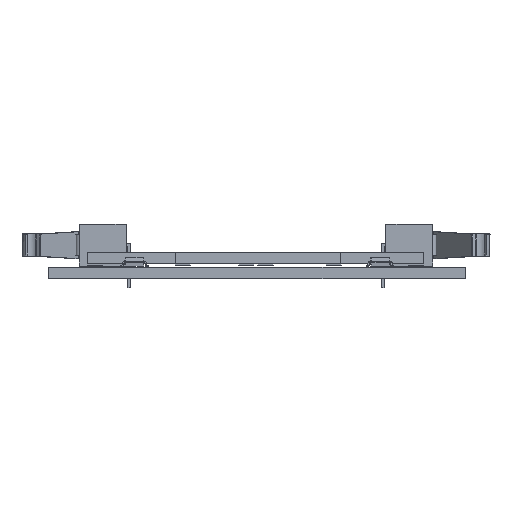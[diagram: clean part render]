
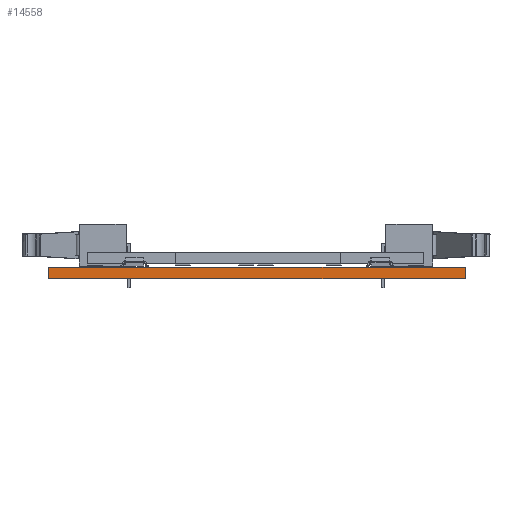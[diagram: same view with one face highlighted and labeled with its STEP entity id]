
A CAD part, front view. The second image highlights one B-rep face of the part: STEP entity #14558.
In plain terms, the highlighted planar face has unit normal (0, -1, 0).
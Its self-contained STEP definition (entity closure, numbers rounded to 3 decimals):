
#14558 = ADVANCED_FACE('',(#14559),#14573,.F.);
#14559 = FACE_BOUND('',#14560,.F.);
#14560 = EDGE_LOOP('',(#14561,#14596,#14624,#14652));
#14561 = ORIENTED_EDGE('',*,*,#14562,.T.);
#14562 = EDGE_CURVE('',#14563,#14565,#14567,.T.);
#14563 = VERTEX_POINT('',#14564);
#14564 = CARTESIAN_POINT('',(107.95,-141.95,0.));
#14565 = VERTEX_POINT('',#14566);
#14566 = CARTESIAN_POINT('',(107.95,-141.95,1.6));
#14567 = SURFACE_CURVE('',#14568,(#14572,#14584),.PCURVE_S1.);
#14568 = LINE('',#14569,#14570);
#14569 = CARTESIAN_POINT('',(107.95,-141.95,0.));
#14570 = VECTOR('',#14571,1.);
#14571 = DIRECTION('',(0.,0.,1.));
#14572 = PCURVE('',#14573,#14578);
#14573 = PLANE('',#14574);
#14574 = AXIS2_PLACEMENT_3D('',#14575,#14576,#14577);
#14575 = CARTESIAN_POINT('',(107.95,-141.95,0.));
#14576 = DIRECTION('',(0.,1.,0.));
#14577 = DIRECTION('',(1.,0.,0.));
#14578 = DEFINITIONAL_REPRESENTATION('',(#14579),#14583);
#14579 = LINE('',#14580,#14581);
#14580 = CARTESIAN_POINT('',(0.,0.));
#14581 = VECTOR('',#14582,1.);
#14582 = DIRECTION('',(0.,-1.));
#14583 = ( GEOMETRIC_REPRESENTATION_CONTEXT(2) 
PARAMETRIC_REPRESENTATION_CONTEXT() REPRESENTATION_CONTEXT('2D SPACE',''
  ) );
#14584 = PCURVE('',#14585,#14590);
#14585 = PLANE('',#14586);
#14586 = AXIS2_PLACEMENT_3D('',#14587,#14588,#14589);
#14587 = CARTESIAN_POINT('',(107.95,-46.95,0.));
#14588 = DIRECTION('',(1.,0.,0.));
#14589 = DIRECTION('',(0.,-1.,0.));
#14590 = DEFINITIONAL_REPRESENTATION('',(#14591),#14595);
#14591 = LINE('',#14592,#14593);
#14592 = CARTESIAN_POINT('',(95.,0.));
#14593 = VECTOR('',#14594,1.);
#14594 = DIRECTION('',(0.,-1.));
#14595 = ( GEOMETRIC_REPRESENTATION_CONTEXT(2) 
PARAMETRIC_REPRESENTATION_CONTEXT() REPRESENTATION_CONTEXT('2D SPACE',''
  ) );
#14596 = ORIENTED_EDGE('',*,*,#14597,.T.);
#14597 = EDGE_CURVE('',#14565,#14598,#14600,.T.);
#14598 = VERTEX_POINT('',#14599);
#14599 = CARTESIAN_POINT('',(165.95,-141.95,1.6));
#14600 = SURFACE_CURVE('',#14601,(#14605,#14612),.PCURVE_S1.);
#14601 = LINE('',#14602,#14603);
#14602 = CARTESIAN_POINT('',(107.95,-141.95,1.6));
#14603 = VECTOR('',#14604,1.);
#14604 = DIRECTION('',(1.,0.,0.));
#14605 = PCURVE('',#14573,#14606);
#14606 = DEFINITIONAL_REPRESENTATION('',(#14607),#14611);
#14607 = LINE('',#14608,#14609);
#14608 = CARTESIAN_POINT('',(0.,-1.6));
#14609 = VECTOR('',#14610,1.);
#14610 = DIRECTION('',(1.,0.));
#14611 = ( GEOMETRIC_REPRESENTATION_CONTEXT(2) 
PARAMETRIC_REPRESENTATION_CONTEXT() REPRESENTATION_CONTEXT('2D SPACE',''
  ) );
#14612 = PCURVE('',#14613,#14618);
#14613 = PLANE('',#14614);
#14614 = AXIS2_PLACEMENT_3D('',#14615,#14616,#14617);
#14615 = CARTESIAN_POINT('',(107.95,-141.95,1.6));
#14616 = DIRECTION('',(0.,0.,-1.));
#14617 = DIRECTION('',(-1.,0.,0.));
#14618 = DEFINITIONAL_REPRESENTATION('',(#14619),#14623);
#14619 = LINE('',#14620,#14621);
#14620 = CARTESIAN_POINT('',(0.,0.));
#14621 = VECTOR('',#14622,1.);
#14622 = DIRECTION('',(-1.,0.));
#14623 = ( GEOMETRIC_REPRESENTATION_CONTEXT(2) 
PARAMETRIC_REPRESENTATION_CONTEXT() REPRESENTATION_CONTEXT('2D SPACE',''
  ) );
#14624 = ORIENTED_EDGE('',*,*,#14625,.F.);
#14625 = EDGE_CURVE('',#14626,#14598,#14628,.T.);
#14626 = VERTEX_POINT('',#14627);
#14627 = CARTESIAN_POINT('',(165.95,-141.95,0.));
#14628 = SURFACE_CURVE('',#14629,(#14633,#14640),.PCURVE_S1.);
#14629 = LINE('',#14630,#14631);
#14630 = CARTESIAN_POINT('',(165.95,-141.95,0.));
#14631 = VECTOR('',#14632,1.);
#14632 = DIRECTION('',(0.,0.,1.));
#14633 = PCURVE('',#14573,#14634);
#14634 = DEFINITIONAL_REPRESENTATION('',(#14635),#14639);
#14635 = LINE('',#14636,#14637);
#14636 = CARTESIAN_POINT('',(58.,0.));
#14637 = VECTOR('',#14638,1.);
#14638 = DIRECTION('',(0.,-1.));
#14639 = ( GEOMETRIC_REPRESENTATION_CONTEXT(2) 
PARAMETRIC_REPRESENTATION_CONTEXT() REPRESENTATION_CONTEXT('2D SPACE',''
  ) );
#14640 = PCURVE('',#14641,#14646);
#14641 = PLANE('',#14642);
#14642 = AXIS2_PLACEMENT_3D('',#14643,#14644,#14645);
#14643 = CARTESIAN_POINT('',(165.95,-141.95,0.));
#14644 = DIRECTION('',(-1.,0.,0.));
#14645 = DIRECTION('',(0.,1.,0.));
#14646 = DEFINITIONAL_REPRESENTATION('',(#14647),#14651);
#14647 = LINE('',#14648,#14649);
#14648 = CARTESIAN_POINT('',(0.,0.));
#14649 = VECTOR('',#14650,1.);
#14650 = DIRECTION('',(0.,-1.));
#14651 = ( GEOMETRIC_REPRESENTATION_CONTEXT(2) 
PARAMETRIC_REPRESENTATION_CONTEXT() REPRESENTATION_CONTEXT('2D SPACE',''
  ) );
#14652 = ORIENTED_EDGE('',*,*,#14653,.F.);
#14653 = EDGE_CURVE('',#14563,#14626,#14654,.T.);
#14654 = SURFACE_CURVE('',#14655,(#14659,#14666),.PCURVE_S1.);
#14655 = LINE('',#14656,#14657);
#14656 = CARTESIAN_POINT('',(107.95,-141.95,0.));
#14657 = VECTOR('',#14658,1.);
#14658 = DIRECTION('',(1.,0.,0.));
#14659 = PCURVE('',#14573,#14660);
#14660 = DEFINITIONAL_REPRESENTATION('',(#14661),#14665);
#14661 = LINE('',#14662,#14663);
#14662 = CARTESIAN_POINT('',(0.,0.));
#14663 = VECTOR('',#14664,1.);
#14664 = DIRECTION('',(1.,0.));
#14665 = ( GEOMETRIC_REPRESENTATION_CONTEXT(2) 
PARAMETRIC_REPRESENTATION_CONTEXT() REPRESENTATION_CONTEXT('2D SPACE',''
  ) );
#14666 = PCURVE('',#14667,#14672);
#14667 = PLANE('',#14668);
#14668 = AXIS2_PLACEMENT_3D('',#14669,#14670,#14671);
#14669 = CARTESIAN_POINT('',(107.95,-141.95,0.));
#14670 = DIRECTION('',(0.,0.,-1.));
#14671 = DIRECTION('',(-1.,0.,0.));
#14672 = DEFINITIONAL_REPRESENTATION('',(#14673),#14677);
#14673 = LINE('',#14674,#14675);
#14674 = CARTESIAN_POINT('',(0.,0.));
#14675 = VECTOR('',#14676,1.);
#14676 = DIRECTION('',(-1.,0.));
#14677 = ( GEOMETRIC_REPRESENTATION_CONTEXT(2) 
PARAMETRIC_REPRESENTATION_CONTEXT() REPRESENTATION_CONTEXT('2D SPACE',''
  ) );
